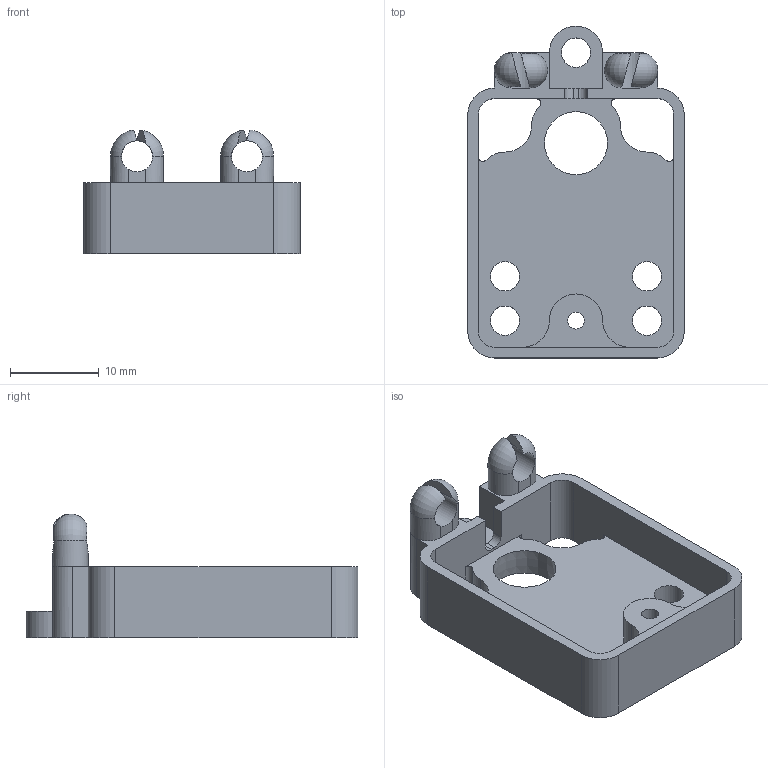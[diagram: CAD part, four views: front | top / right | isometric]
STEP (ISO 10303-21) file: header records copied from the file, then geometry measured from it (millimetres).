
FILE_DESCRIPTION(/* description */ ('STEP AP242','CAx-IF Rec.Pracs.---Representation and Presentation of Product Manufacturing Information (PMI)---4.0---2014-10-13','CAx-IF Rec.Pracs.---3D Tessellated Geometry---0.4---2014-09-14','2;1'),/* implementation_level */ '2;1');
FILE_NAME(/* name */ '6397521a78003933d4951a10',/* time_stamp */ '2022-12-12T16:08:59+00:00',/* author */ (''),/* organization */ (''),/* preprocessor_version */ 'ST-DEVELOPER v18.102',/* originating_system */ ' ',/* authorisation */ ' ');
FILE_SCHEMA (('AP242_MANAGED_MODEL_BASED_3D_ENGINEERING_MIM_LF { 1 0 10303 442 1 1 4 }'));
Length unit declared in the file: metre
Products named in the file (1): Lo-Fi Lid - mag V2
Bounding box: 24.4 x 37.4 x 13.96 mm (x, y, z)
Volume: 3153.3 mm3; surface area: 3364 mm2
Topology: 1 solids, 1 shells, 73 faces, 219 edges, 146 vertices
Faces by surface type: cylinder 38, plane 30, torus 4, cone 1
Full cylindrical faces by diameter (mm): 1.9 x1, 3.3 x5
Entity records: 2550 total; most frequent: CARTESIAN_POINT 484, DIRECTION 438, ORIENTED_EDGE 424, EDGE_CURVE 212, AXIS2_PLACEMENT_3D 168, VERTEX_POINT 146, LINE 102, VECTOR 102
